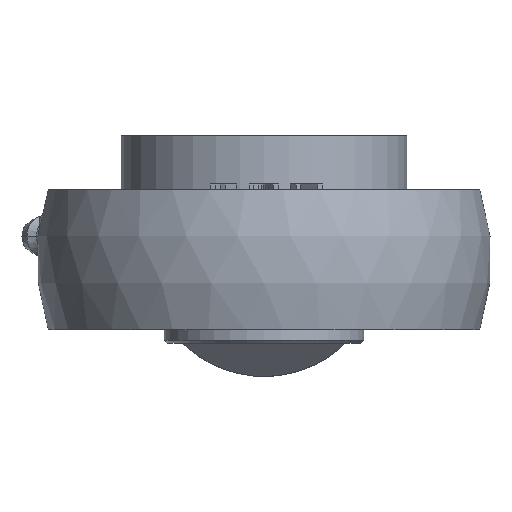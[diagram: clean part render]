
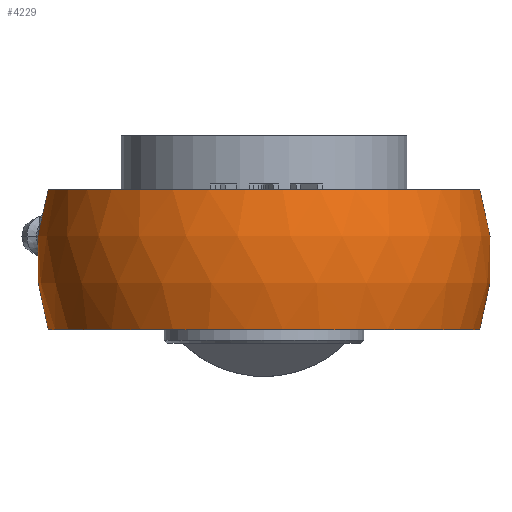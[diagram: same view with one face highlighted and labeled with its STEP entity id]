
A CAD part, front view. The second image highlights one B-rep face of the part: STEP entity #4229.
In plain terms, the highlighted spherical face has radius 39 mm.
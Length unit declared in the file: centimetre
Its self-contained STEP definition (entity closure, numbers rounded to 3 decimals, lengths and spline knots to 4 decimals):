
#332=SPHERICAL_SURFACE('',#4515,3.9);
#430=CIRCLE('',#4495,3.8536);
#431=CIRCLE('',#4498,3.8536);
#433=CIRCLE('',#4504,3.6998);
#435=CIRCLE('',#4507,3.8884);
#437=CIRCLE('',#4514,3.8884);
#438=CIRCLE('',#4516,3.8884);
#439=CIRCLE('',#4517,2.0001);
#440=CIRCLE('',#4518,3.7108);
#441=CIRCLE('',#4519,2.0001);
#442=CIRCLE('',#4520,3.8884);
#443=CIRCLE('',#4521,3.7108);
#605=B_SPLINE_CURVE_WITH_KNOTS('',3,(#7021,#7022,#7023,#7024,#7025,#7026,
#7027,#7028,#7029,#7030,#7031,#7032,#7033,#7034,#7035,#7036,#7037,#7038,
#7039,#7040,#7041,#7042),.UNSPECIFIED.,.F.,.U.,(4,2,2,2,2,2,2,2,2,2,4),(0.6795,
0.9065,1.1335,1.3605,1.5867,1.813,
2.039,2.2649,2.4922,2.7196,2.9468),
 .UNSPECIFIED.);
#802=VERTEX_POINT('',#7043);
#803=VERTEX_POINT('',#7044);
#809=VERTEX_POINT('',#7058);
#812=VERTEX_POINT('',#7065);
#818=VERTEX_POINT('',#7086);
#819=VERTEX_POINT('',#7088);
#822=VERTEX_POINT('',#7098);
#823=VERTEX_POINT('',#7099);
#824=VERTEX_POINT('',#7102);
#832=VERTEX_POINT('',#7123);
#833=VERTEX_POINT('',#7127);
#834=VERTEX_POINT('',#7129);
#835=VERTEX_POINT('',#7131);
#836=VERTEX_POINT('',#7134);
#837=VERTEX_POINT('',#7135);
#838=VERTEX_POINT('',#7137);
#1835=EDGE_CURVE('',#802,#803,#605,.T.);
#1842=EDGE_CURVE('',#809,#802,#430,.T.);
#1846=EDGE_CURVE('',#803,#812,#431,.T.);
#1856=EDGE_CURVE('',#818,#819,#433,.T.);
#1861=EDGE_CURVE('',#822,#823,#433,.T.);
#1863=EDGE_CURVE('',#824,#809,#435,.T.);
#1866=EDGE_CURVE('',#812,#823,#435,.T.);
#1874=EDGE_CURVE('',#832,#819,#437,.T.);
#1876=EDGE_CURVE('',#822,#833,#438,.T.);
#1877=EDGE_CURVE('',#834,#833,#439,.T.);
#1878=EDGE_CURVE('',#835,#834,#440,.T.);
#1879=EDGE_CURVE('',#832,#835,#441,.T.);
#1880=EDGE_CURVE('',#818,#836,#442,.T.);
#1881=EDGE_CURVE('',#837,#836,#441,.T.);
#1882=EDGE_CURVE('',#838,#837,#443,.T.);
#1883=EDGE_CURVE('',#824,#838,#439,.T.);
#2691=ORIENTED_EDGE('',*,*,#1846,.T.);
#2692=ORIENTED_EDGE('',*,*,#1866,.T.);
#2693=ORIENTED_EDGE('',*,*,#1861,.F.);
#2694=ORIENTED_EDGE('',*,*,#1876,.T.);
#2695=ORIENTED_EDGE('',*,*,#1877,.F.);
#2696=ORIENTED_EDGE('',*,*,#1878,.F.);
#2697=ORIENTED_EDGE('',*,*,#1879,.F.);
#2698=ORIENTED_EDGE('',*,*,#1874,.T.);
#2699=ORIENTED_EDGE('',*,*,#1856,.F.);
#2700=ORIENTED_EDGE('',*,*,#1880,.T.);
#2701=ORIENTED_EDGE('',*,*,#1881,.F.);
#2702=ORIENTED_EDGE('',*,*,#1882,.F.);
#2703=ORIENTED_EDGE('',*,*,#1883,.F.);
#2704=ORIENTED_EDGE('',*,*,#1863,.T.);
#2705=ORIENTED_EDGE('',*,*,#1842,.T.);
#2706=ORIENTED_EDGE('',*,*,#1835,.T.);
#3591=EDGE_LOOP('',(#2691,#2692,#2693,#2694,#2695,#2696,#2697,#2698,#2699,
#2700,#2701,#2702,#2703,#2704,#2705,#2706));
#3917=FACE_BOUND('',#3591,.T.);
#4229=ADVANCED_FACE('',(#3917),#332,.T.);
#4495=AXIS2_PLACEMENT_3D('',#7057,#5055,#5056);
#4498=AXIS2_PLACEMENT_3D('',#7064,#5061,#5062);
#4504=AXIS2_PLACEMENT_3D('',#7087,#5076,#5077);
#4507=AXIS2_PLACEMENT_3D('',#7101,#5081,#5082);
#4514=AXIS2_PLACEMENT_3D('',#7122,#5098,#5099);
#4515=AXIS2_PLACEMENT_3D('',#7125,#5101,#5102);
#4516=AXIS2_PLACEMENT_3D('',#7126,#5103,#5104);
#4517=AXIS2_PLACEMENT_3D('',#7128,#5105,#5106);
#4518=AXIS2_PLACEMENT_3D('',#7130,#5107,#5108);
#4519=AXIS2_PLACEMENT_3D('',#7132,#5109,#5110);
#4520=AXIS2_PLACEMENT_3D('',#7133,#5111,#5112);
#4521=AXIS2_PLACEMENT_3D('',#7136,#5113,#5114);
#5055=DIRECTION('',(0.707,0.707,0.));
#5056=DIRECTION('',(0.,0.,-3.854));
#5061=DIRECTION('',(-0.707,-0.707,0.));
#5062=DIRECTION('',(0.,0.,3.854));
#5076=DIRECTION('',(0.,1.,0.));
#5077=DIRECTION('',(3.7,0.,0.));
#5081=DIRECTION('',(0.,0.,1.));
#5082=DIRECTION('',(0.,3.888,0.));
#5098=DIRECTION('',(0.,0.,-1.));
#5099=DIRECTION('',(0.,-3.888,0.));
#5101=DIRECTION('',(0.,0.,1.));
#5102=DIRECTION('',(1.,0.,0.));
#5103=DIRECTION('',(0.,0.,-1.));
#5104=DIRECTION('',(0.,-3.888,0.));
#5105=DIRECTION('',(0.,1.,0.));
#5106=DIRECTION('',(0.,0.,-2.));
#5107=DIRECTION('',(0.,0.,-1.));
#5108=DIRECTION('',(0.,-3.711,0.));
#5109=DIRECTION('',(0.,1.,0.));
#5110=DIRECTION('',(0.,0.,-2.));
#5111=DIRECTION('',(0.,0.,1.));
#5112=DIRECTION('',(0.,3.888,0.));
#5113=DIRECTION('',(0.,0.,1.));
#5114=DIRECTION('',(0.,3.711,0.));
#7021=CARTESIAN_POINT('',(-2.335,3.1191,0.1705));
#7022=CARTESIAN_POINT('',(-2.308,3.1353,0.2444));
#7023=CARTESIAN_POINT('',(-2.2915,3.14,0.3248));
#7024=CARTESIAN_POINT('',(-2.2803,3.1289,0.4753));
#7025=CARTESIAN_POINT('',(-2.285,3.1123,0.5556));
#7026=CARTESIAN_POINT('',(-2.3173,3.0581,0.7034));
#7027=CARTESIAN_POINT('',(-2.3449,3.0204,0.7709));
#7028=CARTESIAN_POINT('',(-2.4123,2.9371,0.8774));
#7029=CARTESIAN_POINT('',(-2.4565,2.886,0.9236));
#7030=CARTESIAN_POINT('',(-2.5565,2.7768,0.9849));
#7031=CARTESIAN_POINT('',(-2.6122,2.7189,1.));
#7032=CARTESIAN_POINT('',(-2.7188,2.6123,1.));
#7033=CARTESIAN_POINT('',(-2.7767,2.5566,0.9849));
#7034=CARTESIAN_POINT('',(-2.8857,2.4568,0.9238));
#7035=CARTESIAN_POINT('',(-2.9368,2.4126,0.8778));
#7036=CARTESIAN_POINT('',(-3.0201,2.3451,0.7713));
#7037=CARTESIAN_POINT('',(-3.0579,2.3174,0.7038));
#7038=CARTESIAN_POINT('',(-3.1123,2.285,0.5558));
#7039=CARTESIAN_POINT('',(-3.1289,2.2803,0.4754));
#7040=CARTESIAN_POINT('',(-3.14,2.2915,0.3246));
#7041=CARTESIAN_POINT('',(-3.1353,2.308,0.2442));
#7042=CARTESIAN_POINT('',(-3.119,2.3351,0.1702));
#7043=CARTESIAN_POINT('',(-2.2859,3.1344,0.4));
#7044=CARTESIAN_POINT('',(-3.1344,2.2859,0.4));
#7057=CARTESIAN_POINT('',(0.4243,0.4243,0.));
#7058=CARTESIAN_POINT('',(-2.2924,3.1409,0.3));
#7064=CARTESIAN_POINT('',(-0.4243,-0.4243,0.));
#7065=CARTESIAN_POINT('',(-3.1409,2.2924,0.3));
#7086=CARTESIAN_POINT('',(3.6876,1.2335,0.3));
#7087=CARTESIAN_POINT('',(0.,1.2335,0.));
#7088=CARTESIAN_POINT('',(3.6876,1.2335,-0.3));
#7098=CARTESIAN_POINT('',(-3.6876,1.2335,-0.3));
#7099=CARTESIAN_POINT('',(-3.6876,1.2335,0.3));
#7101=CARTESIAN_POINT('',(0.,0.,0.3));
#7102=CARTESIAN_POINT('',(-1.9774,3.3481,0.3));
#7122=CARTESIAN_POINT('',(0.,0.,-0.3));
#7123=CARTESIAN_POINT('',(1.9774,3.3481,-0.3));
#7125=CARTESIAN_POINT('',(0.,0.,0.));
#7126=CARTESIAN_POINT('',(0.,0.,-0.3));
#7127=CARTESIAN_POINT('',(-1.9774,3.3481,-0.3));
#7128=CARTESIAN_POINT('',(0.,3.3481,0.));
#7129=CARTESIAN_POINT('',(-1.6001,3.3481,-1.2));
#7130=CARTESIAN_POINT('',(0.,0.,-1.2));
#7131=CARTESIAN_POINT('',(1.6001,3.3481,-1.2));
#7132=CARTESIAN_POINT('',(0.,3.3481,0.));
#7133=CARTESIAN_POINT('',(0.,0.,0.3));
#7134=CARTESIAN_POINT('',(1.9774,3.3481,0.3));
#7135=CARTESIAN_POINT('',(1.6001,3.3481,1.2));
#7136=CARTESIAN_POINT('',(0.,0.,1.2));
#7137=CARTESIAN_POINT('',(-1.6001,3.3481,1.2));
